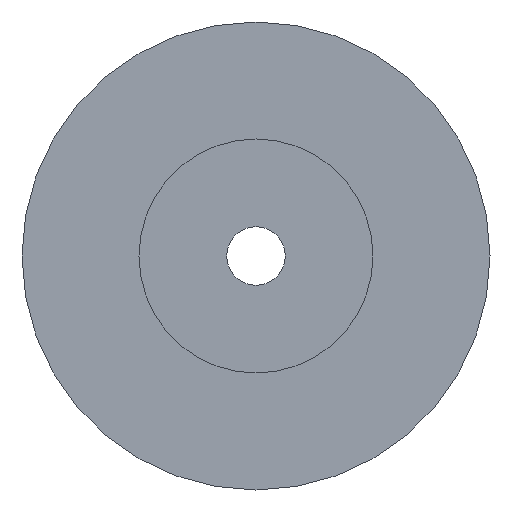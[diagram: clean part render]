
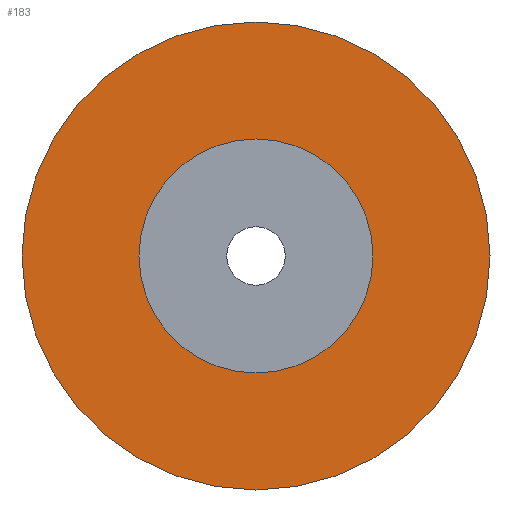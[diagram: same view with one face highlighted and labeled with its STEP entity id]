
A CAD part, left-side view. The second image highlights one B-rep face of the part: STEP entity #183.
In plain terms, the highlighted planar face has unit normal (-1, 0, 0).
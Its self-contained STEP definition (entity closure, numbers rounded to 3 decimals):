
#8 = CARTESIAN_POINT ( 'NONE',  ( -4., 4., 0. ) ) ;
#18 = CIRCLE ( 'NONE', #65, 4. ) ;
#33 = ORIENTED_EDGE ( 'NONE', *, *, #138, .F. ) ;
#37 = DIRECTION ( 'NONE',  ( 0., 1., 0. ) ) ;
#39 = CARTESIAN_POINT ( 'NONE',  ( -4., 0., 0. ) ) ;
#57 = AXIS2_PLACEMENT_3D ( 'NONE', #171, #70, #289 ) ;
#61 = CARTESIAN_POINT ( 'NONE',  ( -4., 0., 0. ) ) ;
#65 = AXIS2_PLACEMENT_3D ( 'NONE', #169, #230, #320 ) ;
#70 = DIRECTION ( 'NONE',  ( -1., 0., 0. ) ) ;
#91 = EDGE_CURVE ( 'NONE', #125, #326, #18, .T. ) ;
#94 = CARTESIAN_POINT ( 'NONE',  ( -4., -4., 0. ) ) ;
#98 = EDGE_CURVE ( 'NONE', #239, #350, #203, .T. ) ;
#119 = DIRECTION ( 'NONE',  ( 0., 1., 0. ) ) ;
#121 = EDGE_LOOP ( 'NONE', ( #359, #33 ) ) ;
#125 = VERTEX_POINT ( 'NONE', #8 ) ;
#131 = CARTESIAN_POINT ( 'NONE',  ( -4., -2., 0. ) ) ;
#138 = EDGE_CURVE ( 'NONE', #350, #239, #250, .T. ) ;
#139 = EDGE_LOOP ( 'NONE', ( #302, #240 ) ) ;
#142 = AXIS2_PLACEMENT_3D ( 'NONE', #61, #259, #119 ) ;
#145 = PLANE ( 'NONE',  #57 ) ;
#151 = AXIS2_PLACEMENT_3D ( 'NONE', #39, #360, #233 ) ;
#169 = CARTESIAN_POINT ( 'NONE',  ( -4., 0., 0. ) ) ;
#171 = CARTESIAN_POINT ( 'NONE',  ( -4., 2., 0. ) ) ;
#175 = EDGE_CURVE ( 'NONE', #326, #125, #242, .T. ) ;
#183 = ADVANCED_FACE ( 'NONE', ( #374, #336 ), #145, .T. ) ;
#203 = CIRCLE ( 'NONE', #142, 2. ) ;
#230 = DIRECTION ( 'NONE',  ( -1., 0., 0. ) ) ;
#231 = CARTESIAN_POINT ( 'NONE',  ( -4., 2., 0. ) ) ;
#233 = DIRECTION ( 'NONE',  ( 0., 1., 0. ) ) ;
#239 = VERTEX_POINT ( 'NONE', #231 ) ;
#240 = ORIENTED_EDGE ( 'NONE', *, *, #175, .T. ) ;
#242 = CIRCLE ( 'NONE', #151, 4. ) ;
#250 = CIRCLE ( 'NONE', #252, 2. ) ;
#252 = AXIS2_PLACEMENT_3D ( 'NONE', #351, #347, #37 ) ;
#259 = DIRECTION ( 'NONE',  ( -1., 0., 0. ) ) ;
#289 = DIRECTION ( 'NONE',  ( 0., -1., 0. ) ) ;
#302 = ORIENTED_EDGE ( 'NONE', *, *, #91, .T. ) ;
#320 = DIRECTION ( 'NONE',  ( 0., 1., 0. ) ) ;
#326 = VERTEX_POINT ( 'NONE', #94 ) ;
#336 = FACE_OUTER_BOUND ( 'NONE', #139, .T. ) ;
#347 = DIRECTION ( 'NONE',  ( -1., 0., 0. ) ) ;
#350 = VERTEX_POINT ( 'NONE', #131 ) ;
#351 = CARTESIAN_POINT ( 'NONE',  ( -4., 0., 0. ) ) ;
#359 = ORIENTED_EDGE ( 'NONE', *, *, #98, .F. ) ;
#360 = DIRECTION ( 'NONE',  ( -1., 0., 0. ) ) ;
#374 = FACE_BOUND ( 'NONE', #121, .T. ) ;
